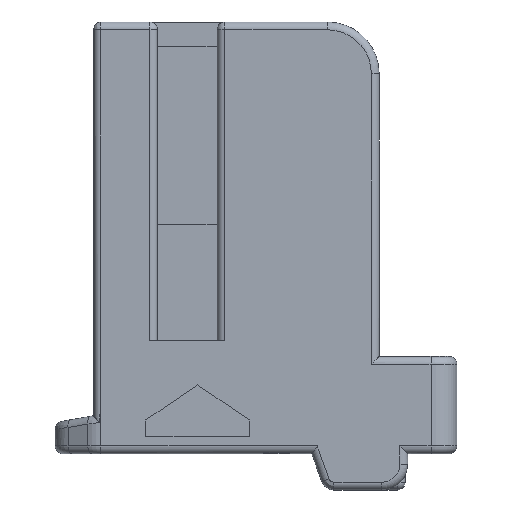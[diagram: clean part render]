
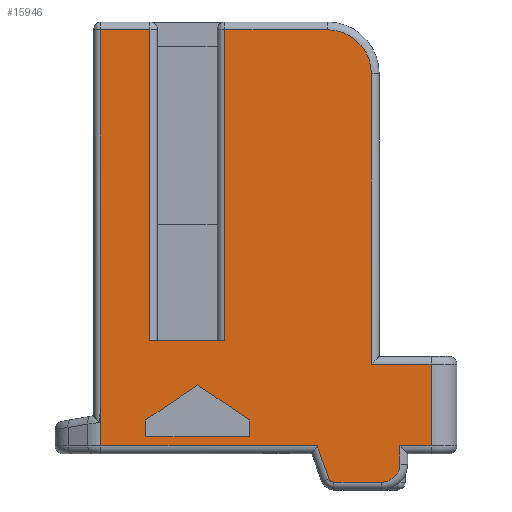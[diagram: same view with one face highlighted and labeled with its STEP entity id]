
A CAD part, left-side view. The second image highlights one B-rep face of the part: STEP entity #15946.
In plain terms, the highlighted planar face has unit normal (-1, 0, 0).
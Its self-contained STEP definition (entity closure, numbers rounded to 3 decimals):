
#1642=DIRECTION('',(0.,0.,1.));
#1643=VECTOR('',#1642,11.2);
#1644=CARTESIAN_POINT('',(-2.2,-4.375,-13.2));
#1645=LINE('',#1644,#1643);
#1687=DIRECTION('',(0.,0.,1.));
#1688=VECTOR('',#1687,12.);
#1689=CARTESIAN_POINT('',(-2.2,4.175,-12.3));
#1690=LINE('',#1689,#1688);
#1691=DIRECTION('',(0.,0.,-1.));
#1692=VECTOR('',#1691,12.);
#1693=CARTESIAN_POINT('',(-2.2,1.275,-0.3));
#1694=LINE('',#1693,#1692);
#1695=DIRECTION('',(0.,-1.,0.));
#1696=VECTOR('',#1695,3.95);
#1697=CARTESIAN_POINT('',(-2.2,1.275,-0.3));
#1698=LINE('',#1697,#1696);
#1699=CARTESIAN_POINT('',(-2.2,-2.675,-2.));
#1700=DIRECTION('',(1.,0.,0.));
#1701=DIRECTION('',(0.,0.,1.));
#1702=AXIS2_PLACEMENT_3D('',#1699,#1700,#1701);
#1704=DIRECTION('',(0.,-1.,0.));
#1705=VECTOR('',#1704,2.3);
#1706=CARTESIAN_POINT('',(-2.2,-4.375,-13.2));
#1707=LINE('',#1706,#1705);
#1708=DIRECTION('',(0.,0.,1.));
#1709=VECTOR('',#1708,3.15);
#1710=CARTESIAN_POINT('',(-2.2,-6.675,-16.35));
#1711=LINE('',#1710,#1709);
#1712=DIRECTION('',(0.,-1.,0.));
#1713=VECTOR('',#1712,1.2);
#1714=CARTESIAN_POINT('',(-2.2,-5.475,-16.35));
#1715=LINE('',#1714,#1713);
#1716=DIRECTION('',(0.,0.,1.));
#1717=VECTOR('',#1716,0.7);
#1718=CARTESIAN_POINT('',(-2.2,-5.475,-17.05));
#1719=LINE('',#1718,#1717);
#1720=CARTESIAN_POINT('',(-2.2,-4.775,-17.05));
#1721=DIRECTION('',(-1.,0.,0.));
#1722=DIRECTION('',(0.,0.,-1.));
#1723=AXIS2_PLACEMENT_3D('',#1720,#1721,#1722);
#1725=DIRECTION('',(0.,-1.,0.));
#1726=VECTOR('',#1725,1.848);
#1727=CARTESIAN_POINT('',(-2.2,-2.927,-17.75));
#1728=LINE('',#1727,#1726);
#1729=CARTESIAN_POINT('',(-2.2,-2.927,-17.55));
#1730=DIRECTION('',(-1.,0.,0.));
#1731=DIRECTION('',(0.,0.942,-0.336));
#1732=AXIS2_PLACEMENT_3D('',#1729,#1730,#1731);
#1734=DIRECTION('',(0.,-0.336,-0.942));
#1735=VECTOR('',#1734,1.346);
#1736=CARTESIAN_POINT('',(-2.2,-2.286,-16.35));
#1737=LINE('',#1736,#1735);
#1738=DIRECTION('',(0.,-1.,0.));
#1739=VECTOR('',#1738,8.343);
#1740=CARTESIAN_POINT('',(-2.2,6.057,-16.35));
#1741=LINE('',#1740,#1739);
#1742=DIRECTION('',(0.,0.,-1.));
#1743=VECTOR('',#1742,1.212);
#1744=CARTESIAN_POINT('',(-2.2,6.057,-15.138));
#1745=LINE('',#1744,#1743);
#1746=DIRECTION('',(0.,0.,1.));
#1747=VECTOR('',#1746,14.841);
#1748=CARTESIAN_POINT('',(-2.2,6.075,
-15.141));
#1749=LINE('',#1748,#1747);
#1750=DIRECTION('',(0.,-1.,0.));
#1751=VECTOR('',#1750,1.9);
#1752=CARTESIAN_POINT('',(-2.2,6.075,-0.3));
#1753=LINE('',#1752,#1751);
#1754=DIRECTION('',(0.,0.829,0.559));
#1755=VECTOR('',#1754,2.413);
#1756=CARTESIAN_POINT('',(-2.2,0.325,-15.35));
#1757=LINE('',#1756,#1755);
#1758=DIRECTION('',(0.,0.829,-0.559));
#1759=VECTOR('',#1758,2.413);
#1760=CARTESIAN_POINT('',(-2.2,2.325,-14.));
#1761=LINE('',#1760,#1759);
#1762=DIRECTION('',(0.,0.,-1.));
#1763=VECTOR('',#1762,0.65);
#1764=CARTESIAN_POINT('',(-2.2,4.325,-15.35));
#1765=LINE('',#1764,#1763);
#1766=DIRECTION('',(0.,-1.,0.));
#1767=VECTOR('',#1766,4.);
#1768=CARTESIAN_POINT('',(-2.2,4.325,-16.));
#1769=LINE('',#1768,#1767);
#1770=DIRECTION('',(0.,0.,1.));
#1771=VECTOR('',#1770,0.65);
#1772=CARTESIAN_POINT('',(-2.2,0.325,-16.));
#1773=LINE('',#1772,#1771);
#1825=CARTESIAN_POINT('',(-2.2,6.075,
-15.141));
#1826=CARTESIAN_POINT('',(-2.2,6.072,
-15.141));
#1827=CARTESIAN_POINT('',(-2.2,6.066,
-15.14));
#1828=CARTESIAN_POINT('',(-2.2,6.06,-15.139));
#1829=CARTESIAN_POINT('',(-2.2,6.057,-15.138));
#3506=DIRECTION('',(0.,1.,0.));
#3507=VECTOR('',#3506,2.9);
#3508=CARTESIAN_POINT('',(-2.2,1.275,-12.3));
#3509=LINE('',#3508,#3507);
#10467=CARTESIAN_POINT('',(-2.2,6.075,-0.3));
#10468=VERTEX_POINT('',#10467);
#10469=CARTESIAN_POINT('',(-2.2,6.075,
-15.141));
#10470=VERTEX_POINT('',#10469);
#11749=CARTESIAN_POINT('',(-2.2,4.175,-0.3));
#11750=VERTEX_POINT('',#11749);
#11751=CARTESIAN_POINT('',(-2.2,4.175,-12.3));
#11752=VERTEX_POINT('',#11751);
#11759=CARTESIAN_POINT('',(-2.2,1.275,-0.3));
#11760=CARTESIAN_POINT('',(-2.2,1.275,-12.3));
#11761=VERTEX_POINT('',#11759);
#11762=VERTEX_POINT('',#11760);
#11799=CARTESIAN_POINT('',(-2.2,-2.675,-0.3));
#11800=VERTEX_POINT('',#11799);
#11993=CARTESIAN_POINT('',(-2.2,-6.675,-13.2));
#11994=VERTEX_POINT('',#11993);
#11997=CARTESIAN_POINT('',(-2.2,-4.375,-13.2));
#11998=VERTEX_POINT('',#11997);
#12015=CARTESIAN_POINT('',(-2.2,-6.675,-16.35));
#12017=VERTEX_POINT('',#12015);
#12079=CARTESIAN_POINT('',(-2.2,6.057,-16.35));
#12080=VERTEX_POINT('',#12079);
#12083=CARTESIAN_POINT('',(-2.2,-5.475,-16.35));
#12084=VERTEX_POINT('',#12083);
#12087=CARTESIAN_POINT('',(-2.2,6.057,-15.138));
#12088=VERTEX_POINT('',#12087);
#12301=CARTESIAN_POINT('',(-2.2,-4.375,-2.));
#12302=VERTEX_POINT('',#12301);
#12327=CARTESIAN_POINT('',(-2.2,-2.286,-16.35));
#12328=VERTEX_POINT('',#12327);
#12331=CARTESIAN_POINT('',(-2.2,-2.739,-17.617));
#12332=VERTEX_POINT('',#12331);
#12337=CARTESIAN_POINT('',(-2.2,-2.927,-17.75));
#12338=VERTEX_POINT('',#12337);
#12341=CARTESIAN_POINT('',(-2.2,-4.775,-17.75));
#12342=VERTEX_POINT('',#12341);
#12345=CARTESIAN_POINT('',(-2.2,-5.475,-17.05));
#12346=VERTEX_POINT('',#12345);
#13128=CARTESIAN_POINT('',(-2.2,0.325,-15.35));
#13129=CARTESIAN_POINT('',(-2.2,2.325,-14.));
#13130=VERTEX_POINT('',#13128);
#13131=VERTEX_POINT('',#13129);
#13132=CARTESIAN_POINT('',(-2.2,4.325,-15.35));
#13133=VERTEX_POINT('',#13132);
#13134=CARTESIAN_POINT('',(-2.2,4.325,-16.));
#13135=VERTEX_POINT('',#13134);
#13136=CARTESIAN_POINT('',(-2.2,0.325,-16.));
#13137=VERTEX_POINT('',#13136);
#15893=CARTESIAN_POINT('',(-2.2,-2.125,-16.65));
#15894=DIRECTION('',(-1.,0.,0.));
#15895=DIRECTION('',(0.,1.,0.));
#15896=AXIS2_PLACEMENT_3D('',#15893,#15894,#15895);
#15897=PLANE('',#15896);
#15899=ORIENTED_EDGE('',*,*,#15898,.F.);
#15901=ORIENTED_EDGE('',*,*,#15900,.F.);
#15903=ORIENTED_EDGE('',*,*,#15902,.F.);
#15905=ORIENTED_EDGE('',*,*,#15904,.T.);
#15907=ORIENTED_EDGE('',*,*,#15906,.T.);
#15908=ORIENTED_EDGE('',*,*,#15805,.F.);
#15909=ORIENTED_EDGE('',*,*,#15820,.T.);
#15910=ORIENTED_EDGE('',*,*,#15859,.F.);
#15911=ORIENTED_EDGE('',*,*,#15884,.F.);
#15913=ORIENTED_EDGE('',*,*,#15912,.F.);
#15915=ORIENTED_EDGE('',*,*,#15914,.F.);
#15917=ORIENTED_EDGE('',*,*,#15916,.F.);
#15919=ORIENTED_EDGE('',*,*,#15918,.F.);
#15921=ORIENTED_EDGE('',*,*,#15920,.F.);
#15923=ORIENTED_EDGE('',*,*,#15922,.F.);
#15925=ORIENTED_EDGE('',*,*,#15924,.F.);
#15927=ORIENTED_EDGE('',*,*,#15926,.F.);
#15929=ORIENTED_EDGE('',*,*,#15928,.T.);
#15931=ORIENTED_EDGE('',*,*,#15930,.T.);
#15932=EDGE_LOOP('',(#15899,#15901,#15903,#15905,#15907,#15908,#15909,#15910,
#15911,#15913,#15915,#15917,#15919,#15921,#15923,#15925,#15927,#15929,#15931));
#15933=FACE_OUTER_BOUND('',#15932,.F.);
#15935=ORIENTED_EDGE('',*,*,#15934,.T.);
#15937=ORIENTED_EDGE('',*,*,#15936,.T.);
#15939=ORIENTED_EDGE('',*,*,#15938,.T.);
#15941=ORIENTED_EDGE('',*,*,#15940,.T.);
#15943=ORIENTED_EDGE('',*,*,#15942,.T.);
#15944=EDGE_LOOP('',(#15935,#15937,#15939,#15941,#15943));
#15945=FACE_BOUND('',#15944,.F.);
#15946=ADVANCED_FACE('',(#15933,#15945),#15897,.T.);
#1703=CIRCLE('',#1702,1.7);
#1724=CIRCLE('',#1723,0.7);
#1733=CIRCLE('',#1732,0.2);
#1830=B_SPLINE_CURVE_WITH_KNOTS('',3,(#1825,#1826,#1827,#1828,#1829),
.UNSPECIFIED.,.F.,.F.,(4,1,4),(0.,0.5,1.),.UNSPECIFIED.);
#15805=EDGE_CURVE('',#11998,#12302,#1645,.T.);
#15820=EDGE_CURVE('',#11998,#11994,#1707,.T.);
#15859=EDGE_CURVE('',#12017,#11994,#1711,.T.);
#15884=EDGE_CURVE('',#12084,#12017,#1715,.T.);
#15898=EDGE_CURVE('',#11752,#11750,#1690,.T.);
#15900=EDGE_CURVE('',#11762,#11752,#3509,.T.);
#15902=EDGE_CURVE('',#11761,#11762,#1694,.T.);
#15904=EDGE_CURVE('',#11761,#11800,#1698,.T.);
#15906=EDGE_CURVE('',#11800,#12302,#1703,.T.);
#15912=EDGE_CURVE('',#12346,#12084,#1719,.T.);
#15914=EDGE_CURVE('',#12342,#12346,#1724,.T.);
#15916=EDGE_CURVE('',#12338,#12342,#1728,.T.);
#15918=EDGE_CURVE('',#12332,#12338,#1733,.T.);
#15920=EDGE_CURVE('',#12328,#12332,#1737,.T.);
#15922=EDGE_CURVE('',#12080,#12328,#1741,.T.);
#15924=EDGE_CURVE('',#12088,#12080,#1745,.T.);
#15926=EDGE_CURVE('',#10470,#12088,#1830,.T.);
#15928=EDGE_CURVE('',#10470,#10468,#1749,.T.);
#15930=EDGE_CURVE('',#10468,#11750,#1753,.T.);
#15934=EDGE_CURVE('',#13130,#13131,#1757,.T.);
#15936=EDGE_CURVE('',#13131,#13133,#1761,.T.);
#15938=EDGE_CURVE('',#13133,#13135,#1765,.T.);
#15940=EDGE_CURVE('',#13135,#13137,#1769,.T.);
#15942=EDGE_CURVE('',#13137,#13130,#1773,.T.);
